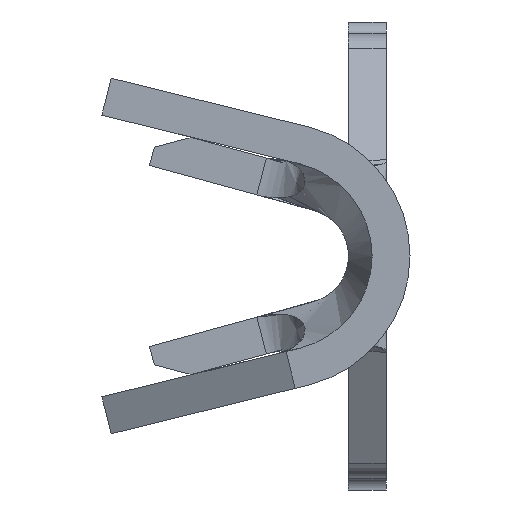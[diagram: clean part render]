
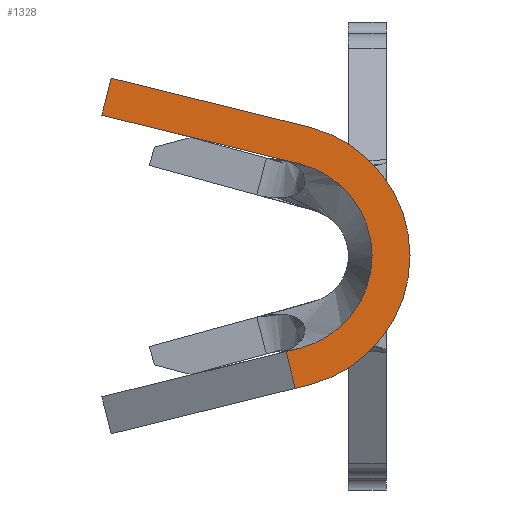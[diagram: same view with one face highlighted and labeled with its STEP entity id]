
A CAD part, left-side view. The second image highlights one B-rep face of the part: STEP entity #1328.
In plain terms, the highlighted planar face has unit normal (-1, 0, 0).
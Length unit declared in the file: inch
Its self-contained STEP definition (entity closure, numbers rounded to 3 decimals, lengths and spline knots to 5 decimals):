
#51 = PLANE ( 'NONE',  #5955 ) ;
#181 = ORIENTED_EDGE ( 'NONE', *, *, #4636, .T. ) ;
#193 = EDGE_CURVE ( 'NONE', #3971, #3151, #1939, .T. ) ;
#200 = CARTESIAN_POINT ( 'NONE',  ( -0.56971, 0.23233, 0.15 ) ) ;
#481 = DIRECTION ( 'NONE',  ( 0., 0.24, -0.971 ) ) ;
#531 = VERTEX_POINT ( 'NONE', #2452 ) ;
#551 = VERTEX_POINT ( 'NONE', #2328 ) ;
#563 = VECTOR ( 'NONE', #2766, 39.37008 ) ;
#863 = DIRECTION ( 'NONE',  ( 0., 0., 1. ) ) ;
#889 = CARTESIAN_POINT ( 'NONE',  ( -0.56971, 0.092, 0. ) ) ;
#969 = DIRECTION ( 'NONE',  ( 1., 0., 0. ) ) ;
#1212 = CIRCLE ( 'NONE', #2664, 0.08 ) ;
#1236 = EDGE_CURVE ( 'NONE', #551, #1965, #1212, .T. ) ;
#1328 = ADVANCED_FACE ( 'NONE', ( #4067 ), #51, .T. ) ;
#1334 = LINE ( 'NONE', #2789, #6485 ) ;
#1340 = EDGE_CURVE ( 'NONE', #531, #5076, #5134, .T. ) ;
#1351 = ORIENTED_EDGE ( 'NONE', *, *, #3698, .T. ) ;
#1615 = CARTESIAN_POINT ( 'NONE',  ( -0.56971, 0.06516, 0.10874 ) ) ;
#1629 = CARTESIAN_POINT ( 'NONE',  ( -0.56971, 0.08466, -0.08059 ) ) ;
#1633 = DIRECTION ( 'NONE',  ( 0., 0.971, 0.24 ) ) ;
#1939 = LINE ( 'NONE', #4648, #4735 ) ;
#1965 = VERTEX_POINT ( 'NONE', #2769 ) ;
#2162 = VECTOR ( 'NONE', #1633, 39.37008 ) ;
#2264 = CARTESIAN_POINT ( 'NONE',  ( -0.56971, 0.07283, 0.07767 ) ) ;
#2328 = CARTESIAN_POINT ( 'NONE',  ( -0.56971, 0.07283, 0.07767 ) ) ;
#2452 = CARTESIAN_POINT ( 'NONE',  ( -0.56971, 0.06516, -0.10874 ) ) ;
#2537 = EDGE_CURVE ( 'NONE', #3909, #551, #3434, .T. ) ;
#2597 = VECTOR ( 'NONE', #5651, 39.37008 ) ;
#2664 = AXIS2_PLACEMENT_3D ( 'NONE', #889, #969, #863 ) ;
#2693 = VECTOR ( 'NONE', #481, 39.37008 ) ;
#2696 = ORIENTED_EDGE ( 'NONE', *, *, #3120, .T. ) ;
#2766 = DIRECTION ( 'NONE',  ( 0., -0.971, -0.24 ) ) ;
#2769 = CARTESIAN_POINT ( 'NONE',  ( -0.56971, 0.07283, -0.07767 ) ) ;
#2789 = CARTESIAN_POINT ( 'NONE',  ( -0.56971, 0.07283, -0.07767 ) ) ;
#2832 = EDGE_CURVE ( 'NONE', #5550, #3909, #4178, .T. ) ;
#2875 = ORIENTED_EDGE ( 'NONE', *, *, #2832, .T. ) ;
#3120 = EDGE_CURVE ( 'NONE', #3151, #531, #6871, .T. ) ;
#3151 = VERTEX_POINT ( 'NONE', #4822 ) ;
#3434 = LINE ( 'NONE', #2264, #563 ) ;
#3451 = DIRECTION ( 'NONE',  ( 0., 0., 1. ) ) ;
#3508 = DIRECTION ( 'NONE',  ( -1., 0., 0. ) ) ;
#3538 = CARTESIAN_POINT ( 'NONE',  ( -0.56971, 0.092, 0. ) ) ;
#3698 = EDGE_CURVE ( 'NONE', #5076, #5550, #6499, .T. ) ;
#3835 = DIRECTION ( 'NONE',  ( 0., 0., 1. ) ) ;
#3851 = DIRECTION ( 'NONE',  ( -1., 0., 0. ) ) ;
#3872 = CARTESIAN_POINT ( 'NONE',  ( -0.56971, 0.092, 0. ) ) ;
#3909 = VERTEX_POINT ( 'NONE', #6977 ) ;
#3971 = VERTEX_POINT ( 'NONE', #1629 ) ;
#4006 = EDGE_LOOP ( 'NONE', ( #5439, #2696, #5612, #1351, #2875, #5776, #7135, #181 ) ) ;
#4067 = FACE_OUTER_BOUND ( 'NONE', #4006, .T. ) ;
#4178 = LINE ( 'NONE', #6578, #2693 ) ;
#4632 = DIRECTION ( 'NONE',  ( 0., -0.24, -0.971 ) ) ;
#4636 = EDGE_CURVE ( 'NONE', #1965, #3971, #1334, .T. ) ;
#4648 = CARTESIAN_POINT ( 'NONE',  ( -0.56971, 0.12988, 0.10259 ) ) ;
#4735 = VECTOR ( 'NONE', #4632, 39.37008 ) ;
#4822 = CARTESIAN_POINT ( 'NONE',  ( -0.56971, 0.07699, -0.11166 ) ) ;
#4885 = CARTESIAN_POINT ( 'NONE',  ( -0.56971, 0.06516, 0.10874 ) ) ;
#5076 = VERTEX_POINT ( 'NONE', #4885 ) ;
#5134 = CIRCLE ( 'NONE', #5607, 0.112 ) ;
#5439 = ORIENTED_EDGE ( 'NONE', *, *, #193, .T. ) ;
#5471 = CARTESIAN_POINT ( 'NONE',  ( -0.56971, 0.06516, -0.10874 ) ) ;
#5550 = VERTEX_POINT ( 'NONE', #200 ) ;
#5607 = AXIS2_PLACEMENT_3D ( 'NONE', #3538, #3508, #3451 ) ;
#5612 = ORIENTED_EDGE ( 'NONE', *, *, #1340, .T. ) ;
#5651 = DIRECTION ( 'NONE',  ( 0., -0.971, 0.24 ) ) ;
#5776 = ORIENTED_EDGE ( 'NONE', *, *, #2537, .T. ) ;
#5955 = AXIS2_PLACEMENT_3D ( 'NONE', #3872, #3851, #3835 ) ;
#6060 = DIRECTION ( 'NONE',  ( 0., 0.971, -0.24 ) ) ;
#6485 = VECTOR ( 'NONE', #6060, 39.37008 ) ;
#6499 = LINE ( 'NONE', #1615, #2162 ) ;
#6578 = CARTESIAN_POINT ( 'NONE',  ( -0.56971, 0.24, 0.11893 ) ) ;
#6871 = LINE ( 'NONE', #5471, #2597 ) ;
#6977 = CARTESIAN_POINT ( 'NONE',  ( -0.56971, 0.24, 0.11893 ) ) ;
#7135 = ORIENTED_EDGE ( 'NONE', *, *, #1236, .T. ) ;
